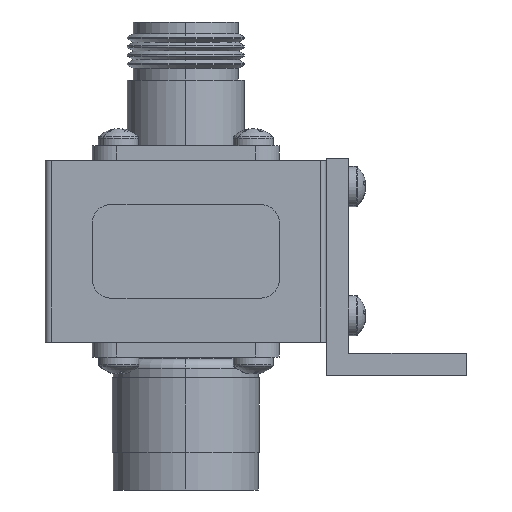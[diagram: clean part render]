
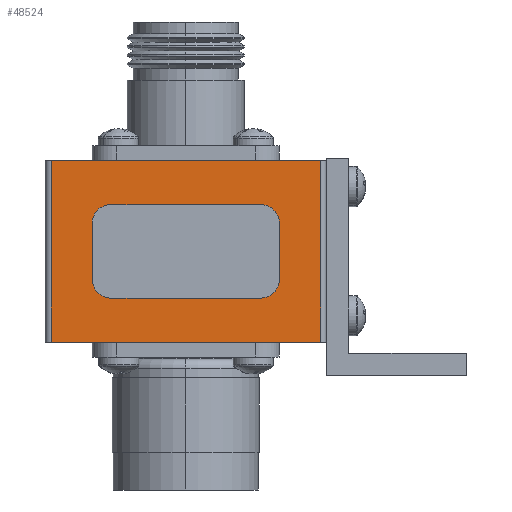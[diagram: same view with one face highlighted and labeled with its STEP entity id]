
A CAD part, front view. The second image highlights one B-rep face of the part: STEP entity #48524.
In plain terms, the highlighted planar face has unit normal (0, -1, 0).
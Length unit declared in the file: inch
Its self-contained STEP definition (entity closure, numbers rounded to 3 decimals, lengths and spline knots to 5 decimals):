
#2033 = CARTESIAN_POINT ( 'NONE',  ( 0.72, -0.25, -0.485 ) ) ;
#2587 = CARTESIAN_POINT ( 'NONE',  ( -0.72, -0.25, 0.485 ) ) ;
#4502 = FACE_OUTER_BOUND ( 'NONE', #31160, .T. ) ;
#10431 = EDGE_CURVE ( 'NONE', #76984, #72650, #82783, .T. ) ;
#22856 = CARTESIAN_POINT ( 'NONE',  ( 0.72, -0.25, 0.485 ) ) ;
#24314 = AXIS2_PLACEMENT_3D ( 'NONE', #42734, #65035, #35784 ) ;
#24464 = ORIENTED_EDGE ( 'NONE', *, *, #26963, .T. ) ;
#26963 = EDGE_CURVE ( 'NONE', #41540, #78106, #47261, .T. ) ;
#27300 = LINE ( 'NONE', #73962, #35923 ) ;
#27884 = ORIENTED_EDGE ( 'NONE', *, *, #76653, .F. ) ;
#27978 = CARTESIAN_POINT ( 'NONE',  ( -0.75, -0.25, 0.485 ) ) ;
#31160 = EDGE_LOOP ( 'NONE', ( #27884, #24464, #52265, #65921 ) ) ;
#34788 = PLANE ( 'NONE',  #24314 ) ;
#35784 = DIRECTION ( 'NONE',  ( 0., 0., 1. ) ) ;
#35923 = VECTOR ( 'NONE', #88239, 39.37008 ) ;
#41540 = VERTEX_POINT ( 'NONE', #44031 ) ;
#42734 = CARTESIAN_POINT ( 'NONE',  ( -0.75, -0.25, 0.485 ) ) ;
#44031 = CARTESIAN_POINT ( 'NONE',  ( -0.72, -0.25, 0.485 ) ) ;
#47261 = LINE ( 'NONE', #2587, #92268 ) ;
#48524 = ADVANCED_FACE ( 'NONE', ( #4502 ), #34788, .F. ) ;
#51236 = EDGE_CURVE ( 'NONE', #78106, #76984, #27300, .T. ) ;
#52265 = ORIENTED_EDGE ( 'NONE', *, *, #51236, .T. ) ;
#53264 = VECTOR ( 'NONE', #81522, 39.37008 ) ;
#65035 = DIRECTION ( 'NONE',  ( 0., 1., 0. ) ) ;
#65921 = ORIENTED_EDGE ( 'NONE', *, *, #10431, .T. ) ;
#67681 = LINE ( 'NONE', #27978, #53264 ) ;
#68952 = DIRECTION ( 'NONE',  ( 0., 0., 1. ) ) ;
#72650 = VERTEX_POINT ( 'NONE', #22856 ) ;
#73962 = CARTESIAN_POINT ( 'NONE',  ( -0.75, -0.25, -0.485 ) ) ;
#76653 = EDGE_CURVE ( 'NONE', #41540, #72650, #67681, .T. ) ;
#76984 = VERTEX_POINT ( 'NONE', #2033 ) ;
#77897 = CARTESIAN_POINT ( 'NONE',  ( -0.72, -0.25, -0.485 ) ) ;
#78106 = VERTEX_POINT ( 'NONE', #77897 ) ;
#81522 = DIRECTION ( 'NONE',  ( 1., 0., 0. ) ) ;
#82783 = LINE ( 'NONE', #83263, #90219 ) ;
#83263 = CARTESIAN_POINT ( 'NONE',  ( 0.72, -0.25, 0.485 ) ) ;
#88239 = DIRECTION ( 'NONE',  ( 1., 0., 0. ) ) ;
#90219 = VECTOR ( 'NONE', #68952, 39.37008 ) ;
#92268 = VECTOR ( 'NONE', #93242, 39.37008 ) ;
#93242 = DIRECTION ( 'NONE',  ( 0., 0., -1. ) ) ;
